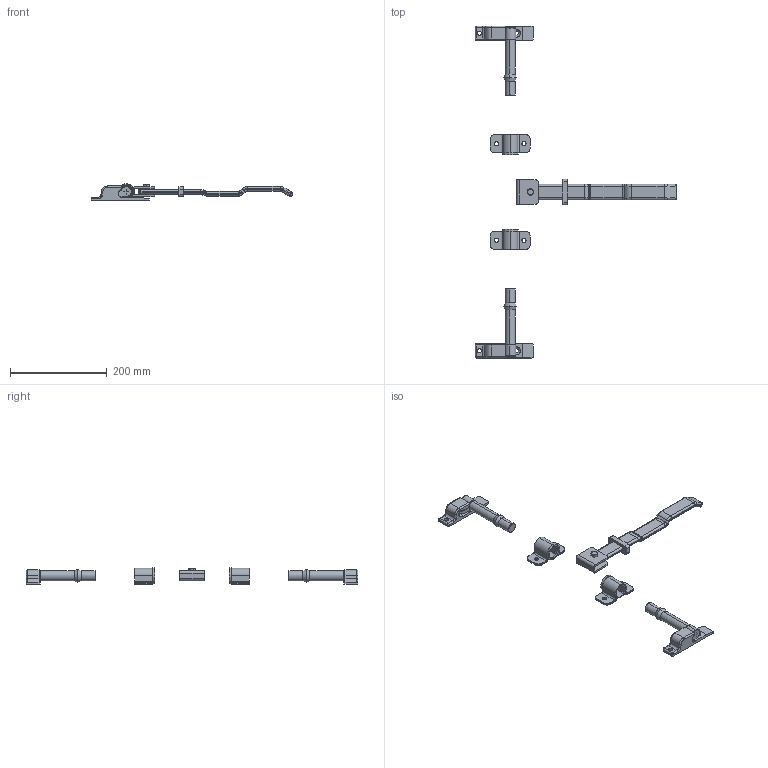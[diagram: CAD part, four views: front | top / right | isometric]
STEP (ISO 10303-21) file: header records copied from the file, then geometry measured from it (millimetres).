
FILE_DESCRIPTION (( 'STEP AP203' ), '1' );
FILE_NAME ('FA-1814N.STEP', '2017-05-12T00:53:25', ( '' ), ( '' ), 'SwSTEP 2.0', 'SolidWorks 2014', '' );
FILE_SCHEMA (( 'CONFIG_CONTROL_DESIGN' ));
Length unit declared in the file: millimetre
Products named in the file (13): FA-1814N_パイプガイド受け; FA-1814N_ハンドルホルダー; FA-1814N_Ｌフック; FA-1814N_ハンドル固定ボルト; FA-1814N_R僉乕僷乕; FA-1814N_ストップワッシャー; FA-1814N_ハンドル; FA-1814N_俴僉乕僷乕; FA-1814N_パイプガイド; FA-1814N; FA-1814N僷僀僾僈僀僪_; FA-1814N_ハンドル用ゴム; FA-1814N_Rフック
Assembly tree (13 placements, depth 3):
  FA-1814N
    FA-1814N_ハンドルホルダー
    FA-1814N_ハンドル
    FA-1814N_ハンドル用ゴム
    FA-1814N_ハンドル固定ボルト
    FA-1814N僷僀僾僈僀僪_  x2
      FA-1814N_パイプガイド
      FA-1814N_パイプガイド受け
      FA-1814N_ストップワッシャー
    FA-1814N_Ｌフック
    FA-1814N_俴僉乕僷乕
    FA-1814N_Rフック
    FA-1814N_R僉乕僷乕
Bounding box: 418.62 x 688 x 35 mm (x, y, z)
Volume: 353144.5 mm3; surface area: 129041.4 mm2
Topology: 14 solids, 14 shells, 507 faces, 1274 edges, 786 vertices
Faces by surface type: cylinder 235, plane 165, torus 72, cone 20, bspline 8, sphere 7
Entity records: 14965 total; most frequent: CARTESIAN_POINT 2855, DIRECTION 2442, ORIENTED_EDGE 2152, EDGE_CURVE 1076, AXIS2_PLACEMENT_3D 953, VERTEX_POINT 662, VECTOR 536, LINE 536
